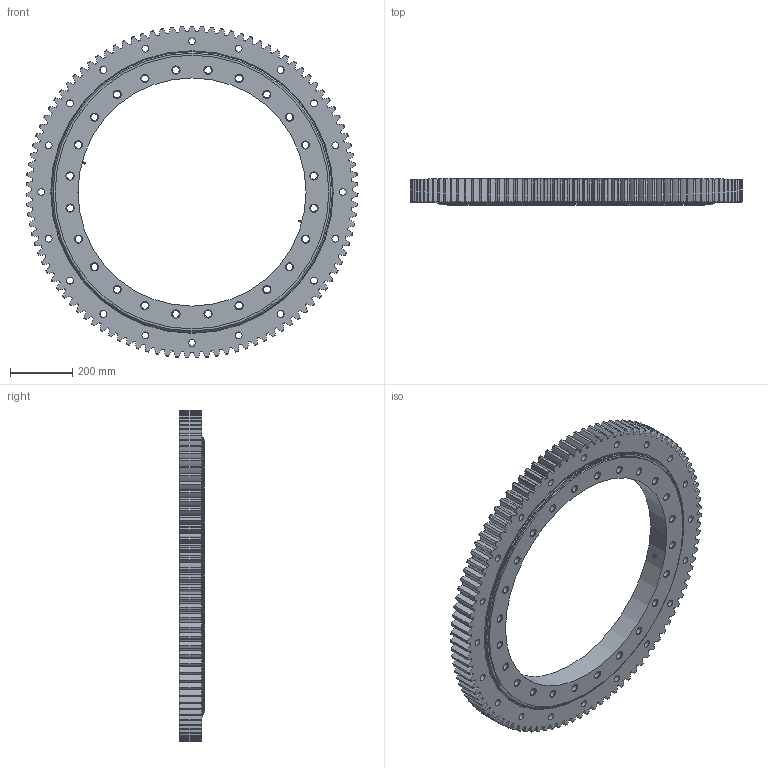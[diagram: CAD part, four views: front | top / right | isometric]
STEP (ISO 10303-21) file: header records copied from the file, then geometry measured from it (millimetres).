
FILE_DESCRIPTION(/* description */ (''),/* implementation_level */ '2;1');
FILE_NAME(/* name */ '30E.0876.35.000_Rev-.stp',/* time_stamp */ '2025-06-05T09:55:58-04:00',/* author */ ('richard.potesta'),/* organization */ (''),/* preprocessor_version */ 'ST-DEVELOPER v20.1',/* originating_system */ 'Autodesk Inventor 2026',/* authorisation */ '');
FILE_SCHEMA (('AUTOMOTIVE_DESIGN { 1 0 10303 214 3 1 1 }'));
Length unit declared in the file: inch
Products named in the file (4): 30E.0876.35.000; 30E.0876.35.000_1; Spur Gears; 1_8 NPT Fitting
Assembly tree (4 placements, depth 2):
  30E.0876.35.000
    30E.0876.35.000_1
    Spur Gears
    1_8 NPT Fitting  x2
Bounding box: 1062.67 x 82.55 x 1062.56 mm (x, y, z)
Volume: 30217715.4 mm3; surface area: 2729754.5 mm2
Topology: 8 solids, 8 shells, 905 faces, 2580 edges, 1702 vertices
Faces by surface type: cylinder 476, cone 274, torus 69, sphere 44, plane 36, bspline 6
Full cylindrical faces by diameter (mm): 2.536 x4, 21.971 x44, 38.175 x1, 38.226 x1, 730.25 x1, 862.3 x1, 862.325 x1, 873.252 x1, 876.3 x4, 879.348 x1, 890.275 x1, 890.3 x1
Entity records: 37155 total; most frequent: CARTESIAN_POINT 13778, ORIENTED_EDGE 5018, DIRECTION 4960, EDGE_CURVE 2509, AXIS2_PLACEMENT_3D 2210, VERTEX_POINT 1655, CIRCLE 1330, EDGE_LOOP 982
